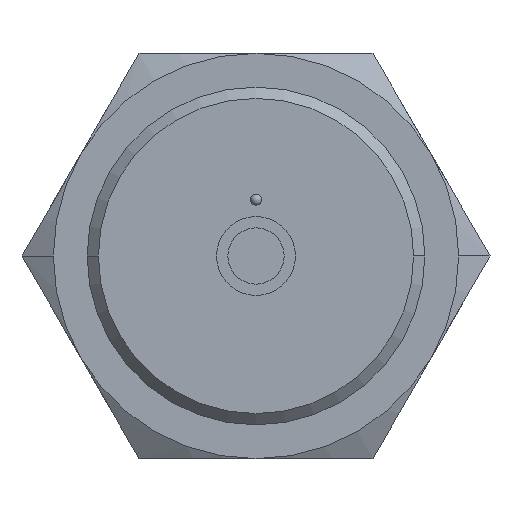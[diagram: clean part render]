
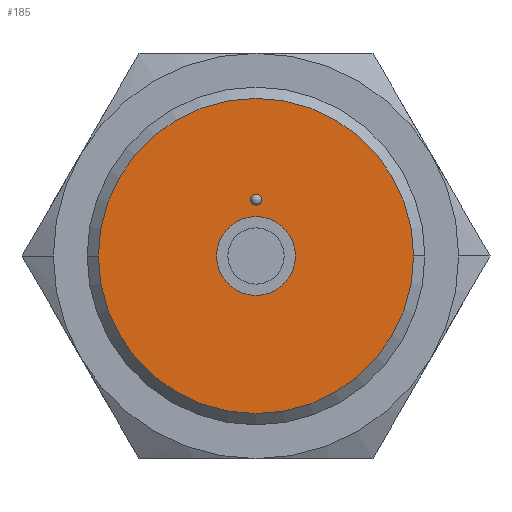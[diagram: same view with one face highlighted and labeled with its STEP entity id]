
A CAD part, front view. The second image highlights one B-rep face of the part: STEP entity #185.
In plain terms, the highlighted planar face has unit normal (0, -1, 0).
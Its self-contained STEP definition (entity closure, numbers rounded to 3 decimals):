
#185=ADVANCED_FACE('',(#282,#283,#284),#285,.T.);
#282=FACE_BOUND('',#451,.T.);
#283=FACE_OUTER_BOUND('',#452,.T.);
#284=FACE_BOUND('',#453,.T.);
#285=PLANE('',#454);
#451=EDGE_LOOP('',(#689,#690));
#452=EDGE_LOOP('',(#691,#692));
#453=EDGE_LOOP('',(#693,#694));
#454=AXIS2_PLACEMENT_3D('',#695,#696,#697);
#689=ORIENTED_EDGE('',*,*,#1205,.T.);
#690=ORIENTED_EDGE('',*,*,#1202,.T.);
#691=ORIENTED_EDGE('',*,*,#1188,.F.);
#692=ORIENTED_EDGE('',*,*,#1210,.F.);
#693=ORIENTED_EDGE('',*,*,#1193,.T.);
#694=ORIENTED_EDGE('',*,*,#1209,.T.);
#695=CARTESIAN_POINT('',(-8.75,-36.0,0.0));
#696=DIRECTION('',(0.0,-1.0,0.0));
#697=DIRECTION('',(1.0,0.0,0.0));
#1188=EDGE_CURVE('',#1367,#1369,#1370,.T.);
#1193=EDGE_CURVE('',#1373,#1377,#1379,.T.);
#1202=EDGE_CURVE('',#1389,#1395,#1397,.T.);
#1205=EDGE_CURVE('',#1395,#1389,#1401,.T.);
#1209=EDGE_CURVE('',#1377,#1373,#1405,.T.);
#1210=EDGE_CURVE('',#1369,#1367,#1406,.T.);
#1367=VERTEX_POINT('',#1643);
#1369=VERTEX_POINT('',#1646);
#1370=CIRCLE('',#1647,14.0);
#1373=VERTEX_POINT('',#1651);
#1377=VERTEX_POINT('',#1656);
#1379=CIRCLE('',#1659,3.5);
#1389=VERTEX_POINT('',#1671);
#1395=VERTEX_POINT('',#1678);
#1397=CIRCLE('',#1681,0.5);
#1401=CIRCLE('',#1685,0.5);
#1405=CIRCLE('',#1689,3.5);
#1406=CIRCLE('',#1690,14.0);
#1643=CARTESIAN_POINT('',(-14.0,-36.0,0.0));
#1646=CARTESIAN_POINT('',(14.0,-36.0,0.));
#1647=AXIS2_PLACEMENT_3D('',#2480,#2481,#2482);
#1651=CARTESIAN_POINT('',(-3.5,-36.0,0.0));
#1656=CARTESIAN_POINT('',(3.5,-36.0,0.));
#1659=AXIS2_PLACEMENT_3D('',#2489,#2490,#2491);
#1671=CARTESIAN_POINT('',(0.5,-36.0,5.0));
#1678=CARTESIAN_POINT('',(-0.5,-36.0,5.0));
#1681=AXIS2_PLACEMENT_3D('',#2508,#2509,#2510);
#1685=AXIS2_PLACEMENT_3D('',#2517,#2518,#2519);
#1689=AXIS2_PLACEMENT_3D('',#2529,#2530,#2531);
#1690=AXIS2_PLACEMENT_3D('',#2532,#2533,#2534);
#2480=CARTESIAN_POINT('',(0.0,-36.0,0.0));
#2481=DIRECTION('',(0.0,1.0,0.0));
#2482=DIRECTION('',(-1.0,0.0,0.0));
#2489=CARTESIAN_POINT('',(0.0,-36.0,0.0));
#2490=DIRECTION('',(0.0,1.0,0.0));
#2491=DIRECTION('',(-1.0,0.0,0.0));
#2508=CARTESIAN_POINT('',(0.0,-36.0,5.0));
#2509=DIRECTION('',(0.0,1.0,0.0));
#2510=DIRECTION('',(1.0,0.0,0.0));
#2517=CARTESIAN_POINT('',(0.0,-36.0,5.0));
#2518=DIRECTION('',(0.0,1.0,0.0));
#2519=DIRECTION('',(1.0,0.0,0.0));
#2529=CARTESIAN_POINT('',(0.0,-36.0,0.0));
#2530=DIRECTION('',(0.0,1.0,0.0));
#2531=DIRECTION('',(-1.0,0.0,0.0));
#2532=CARTESIAN_POINT('',(0.0,-36.0,0.0));
#2533=DIRECTION('',(0.0,1.0,0.0));
#2534=DIRECTION('',(-1.0,0.0,0.0));
